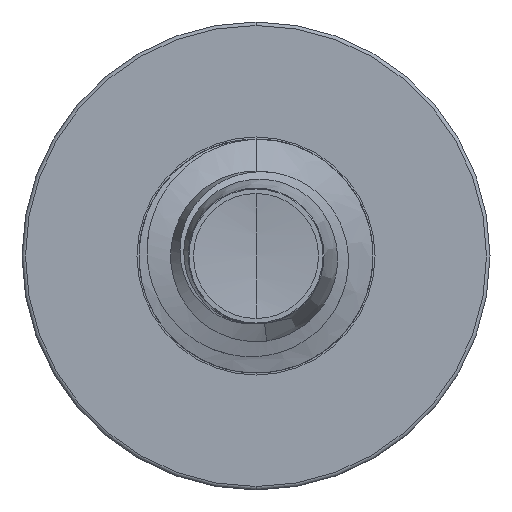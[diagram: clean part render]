
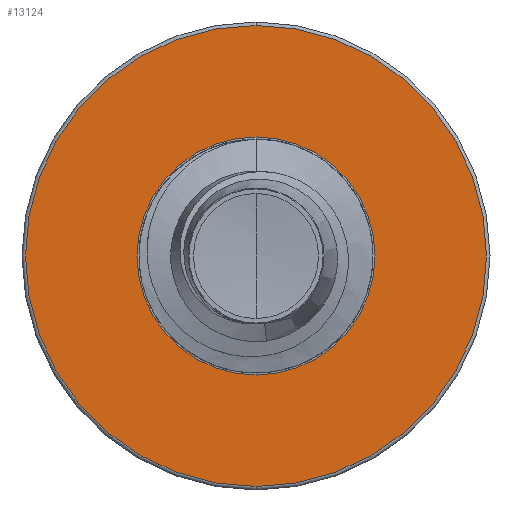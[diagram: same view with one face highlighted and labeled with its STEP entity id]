
A CAD part, front view. The second image highlights one B-rep face of the part: STEP entity #13124.
In plain terms, the highlighted planar face has unit normal (0, -1, 0).
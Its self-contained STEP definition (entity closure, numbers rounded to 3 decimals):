
#131 = CARTESIAN_POINT ( 'NONE',  ( 0., 5., -0.916 ) ) ;
#164 = AXIS2_PLACEMENT_3D ( 'NONE', #382, #1690, #9943 ) ;
#166 = VERTEX_POINT ( 'NONE', #9493 ) ;
#382 = CARTESIAN_POINT ( 'NONE',  ( 0., 5., -0.916 ) ) ;
#940 = ORIENTED_EDGE ( 'NONE', *, *, #7625, .F. ) ;
#998 = VERTEX_POINT ( 'NONE', #131 ) ;
#1690 = DIRECTION ( 'NONE',  ( 0., 1., 0. ) ) ;
#2473 = DIRECTION ( 'NONE',  ( 0., 1., 0. ) ) ;
#3157 = CARTESIAN_POINT ( 'NONE',  ( 0., 5., 0. ) ) ;
#3358 = DIRECTION ( 'NONE',  ( 0., 0., 1. ) ) ;
#3364 = DIRECTION ( 'NONE',  ( 0., 1., 0. ) ) ;
#3376 = CARTESIAN_POINT ( 'NONE',  ( 0., 5., 0. ) ) ;
#3439 = DIRECTION ( 'NONE',  ( 0., 1., 0. ) ) ;
#3571 = EDGE_CURVE ( 'NONE', #10751, #998, #12913, .T. ) ;
#3650 = DIRECTION ( 'NONE',  ( 0., 0., 1. ) ) ;
#3850 = DIRECTION ( 'NONE',  ( 0., 0., 1. ) ) ;
#3856 = DIRECTION ( 'NONE',  ( 0., 1., 0. ) ) ;
#3870 = CARTESIAN_POINT ( 'NONE',  ( 0., 5., 0. ) ) ;
#4067 = ORIENTED_EDGE ( 'NONE', *, *, #3571, .T. ) ;
#4506 = EDGE_LOOP ( 'NONE', ( #4067, #7925 ) ) ;
#5621 = CIRCLE ( 'NONE', #5839, 0.916 ) ;
#5839 = AXIS2_PLACEMENT_3D ( 'NONE', #3870, #3856, #3850 ) ;
#6413 = PLANE ( 'NONE',  #164 ) ;
#6651 = CARTESIAN_POINT ( 'NONE',  ( 0., 5., 0.916 ) ) ;
#6845 = EDGE_CURVE ( 'NONE', #998, #10751, #5621, .T. ) ;
#7047 = CIRCLE ( 'NONE', #9015, 1.773 ) ;
#7625 = EDGE_CURVE ( 'NONE', #166, #11109, #7047, .T. ) ;
#7925 = ORIENTED_EDGE ( 'NONE', *, *, #6845, .T. ) ;
#8048 = AXIS2_PLACEMENT_3D ( 'NONE', #3157, #3439, #3650 ) ;
#9015 = AXIS2_PLACEMENT_3D ( 'NONE', #3376, #3364, #3358 ) ;
#9493 = CARTESIAN_POINT ( 'NONE',  ( 0., 5., 1.773 ) ) ;
#9539 = CARTESIAN_POINT ( 'NONE',  ( 0., 5., 0. ) ) ;
#9943 = DIRECTION ( 'NONE',  ( 0., 0., 1. ) ) ;
#10628 = DIRECTION ( 'NONE',  ( 0., 0., 1. ) ) ;
#10751 = VERTEX_POINT ( 'NONE', #6651 ) ;
#10869 = FACE_BOUND ( 'NONE', #4506, .T. ) ;
#11109 = VERTEX_POINT ( 'NONE', #12214 ) ;
#11207 = FACE_OUTER_BOUND ( 'NONE', #11281, .T. ) ;
#11281 = EDGE_LOOP ( 'NONE', ( #940, #12493 ) ) ;
#11358 = CIRCLE ( 'NONE', #14308, 1.773 ) ;
#12214 = CARTESIAN_POINT ( 'NONE',  ( 0., 5., -1.773 ) ) ;
#12493 = ORIENTED_EDGE ( 'NONE', *, *, #14282, .F. ) ;
#12913 = CIRCLE ( 'NONE', #8048, 0.916 ) ;
#13124 = ADVANCED_FACE ( 'NONE', ( #11207, #10869 ), #6413, .F. ) ;
#14282 = EDGE_CURVE ( 'NONE', #11109, #166, #11358, .T. ) ;
#14308 = AXIS2_PLACEMENT_3D ( 'NONE', #9539, #2473, #10628 ) ;
